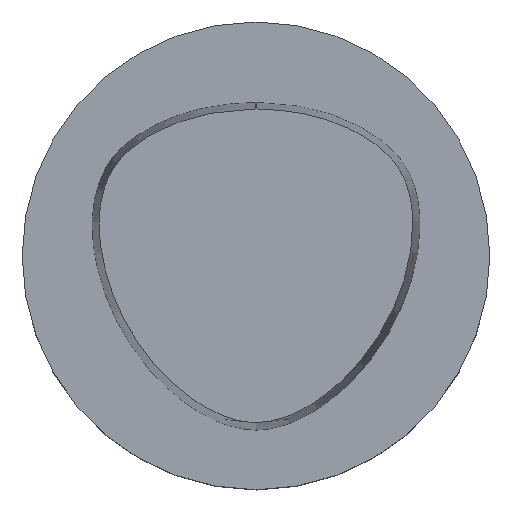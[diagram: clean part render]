
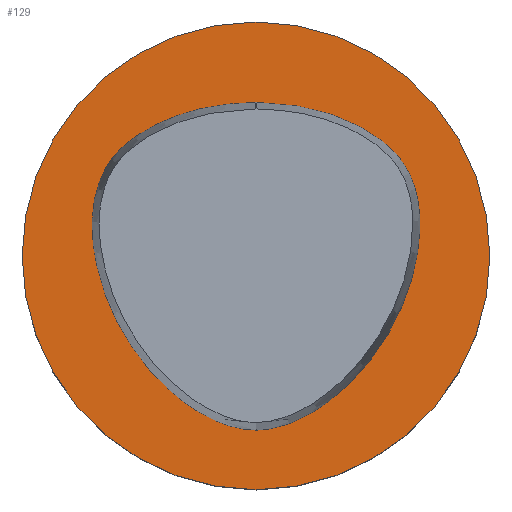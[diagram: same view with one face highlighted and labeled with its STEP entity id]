
A CAD part, top view. The second image highlights one B-rep face of the part: STEP entity #129.
In plain terms, the highlighted planar face has unit normal (0, 0, 1).
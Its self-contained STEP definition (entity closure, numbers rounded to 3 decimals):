
#91=EDGE_CURVE('Unnamed[1]',#218,#219,#220,.T.);
#101=EDGE_CURVE('Unnamed[1]',#219,#235,#236,.T.);
#129=ADVANCED_FACE('Unnamed[1]',(#275,#276),#277,.T.);
#131=EDGE_CURVE('Unnamed[1]',#235,#218,#279,.T.);
#169=EDGE_CURVE('Unnamed[1]',#332,#332,#333,.T.);
#218=VERTEX_POINT('',#381);
#219=VERTEX_POINT('',#382);
#220=B_SPLINE_CURVE_WITH_KNOTS('',3,(#383,#384,#385,#386,#387,#388,#389,#390,#391,#392,#393,#394,#395,#396,#397,#398,#399),.UNSPECIFIED.,.F.,.F.,(4,1,1,1,1,1,1,1,1,1,1,1,1,1,4),(-13.23,-12.817,-12.403,-11.99,-11.576,-11.163,-10.956,-10.75,-10.336,-9.923,-9.096,-8.269,-7.442,-7.029,-6.615),.UNSPECIFIED.);
#235=VERTEX_POINT('',#434);
#236=B_SPLINE_CURVE_WITH_KNOTS('',3,(#435,#436,#437,#438,#439,#440,#441,#442,#443,#444,#445,#446,#447,#448,#449,#450,#451,#452),.UNSPECIFIED.,.F.,.F.,(4,1,1,1,1,1,1,1,1,2,1,1,1,1,4),(-6.615,-6.202,-5.788,-5.375,-4.961,-4.134,-3.308,-2.894,-2.481,-2.067,-1.654,-1.24,-0.827,-0.413,0.0),.UNSPECIFIED.);
#275=FACE_BOUND('',#571,.T.);
#276=FACE_OUTER_BOUND('',#572,.T.);
#277=PLANE('',#573);
#279=CIRCLE('',#576,0.95);
#332=VERTEX_POINT('',#730);
#333=CIRCLE('',#731,31.5);
#381=CARTESIAN_POINT('',(0.045,20.677,0.));
#382=CARTESIAN_POINT('',(0.044,-23.469,0.));
#383=CARTESIAN_POINT('',(0.045,20.677,0.));
#384=CARTESIAN_POINT('',(1.424,20.61,0.));
#385=CARTESIAN_POINT('',(4.223,20.484,0.));
#386=CARTESIAN_POINT('',(8.472,19.689,0.));
#387=CARTESIAN_POINT('',(12.514,18.243,0.0));
#388=CARTESIAN_POINT('',(16.304,16.173,0.));
#389=CARTESIAN_POINT('',(19.145,13.704,0.));
#390=CARTESIAN_POINT('',(20.732,11.101,0.0));
#391=CARTESIAN_POINT('',(21.783,8.281,0.));
#392=CARTESIAN_POINT('',(22.226,4.609,0.0));
#393=CARTESIAN_POINT('',(21.744,-1.113,0.0));
#394=CARTESIAN_POINT('',(19.552,-7.954,0.0));
#395=CARTESIAN_POINT('',(14.957,-15.209,0.0));
#396=CARTESIAN_POINT('',(9.668,-20.083,0.));
#397=CARTESIAN_POINT('',(4.516,-22.795,0.));
#398=CARTESIAN_POINT('',(1.559,-23.461,0.));
#399=CARTESIAN_POINT('',(0.044,-23.469,0.));
#434=CARTESIAN_POINT('',(-0.045,20.677,0.));
#435=CARTESIAN_POINT('',(0.044,-23.469,0.));
#436=CARTESIAN_POINT('',(-1.471,-23.477,0.));
#437=CARTESIAN_POINT('',(-4.439,-22.821,0.));
#438=CARTESIAN_POINT('',(-8.35,-20.8,0.));
#439=CARTESIAN_POINT('',(-11.745,-18.156,0.));
#440=CARTESIAN_POINT('',(-15.699,-14.041,0.));
#441=CARTESIAN_POINT('',(-19.535,-8.006,0.));
#442=CARTESIAN_POINT('',(-21.721,-1.161,0.0));
#443=CARTESIAN_POINT('',(-22.249,4.55,0.0));
#444=CARTESIAN_POINT('',(-21.665,9.002,0.0));
#445=CARTESIAN_POINT('',(-20.395,11.778,0.0));
#446=CARTESIAN_POINT('',(-18.593,14.198,0.0));
#447=CARTESIAN_POINT('',(-16.323,16.178,0.0));
#448=CARTESIAN_POINT('',(-12.508,18.252,0.));
#449=CARTESIAN_POINT('',(-8.468,19.679,0.));
#450=CARTESIAN_POINT('',(-4.23,20.488,0.));
#451=CARTESIAN_POINT('',(-1.423,20.613,0.));
#452=CARTESIAN_POINT('',(-0.045,20.677,0.));
#571=EDGE_LOOP('',(#817,#818,#819));
#572=EDGE_LOOP('',(#820));
#573=AXIS2_PLACEMENT_3D('',#821,#822,#823);
#576=AXIS2_PLACEMENT_3D('',#824,#825,#826);
#730=CARTESIAN_POINT('',(0.,31.5,0.));
#731=AXIS2_PLACEMENT_3D('',#881,#882,#883);
#817=ORIENTED_EDGE('',*,*,#91,.T.);
#818=ORIENTED_EDGE('',*,*,#101,.T.);
#819=ORIENTED_EDGE('',*,*,#131,.T.);
#820=ORIENTED_EDGE('',*,*,#169,.F.);
#821=CARTESIAN_POINT('',(0.,15.75,0.));
#822=DIRECTION('',(0.,0.,1.0));
#823=DIRECTION('',(0.,-1.0,0.));
#824=CARTESIAN_POINT('',(-0.001,19.728,0.));
#825=DIRECTION('',(0.,0.,-1.0));
#826=DIRECTION('',(-0.046,0.999,0.));
#881=CARTESIAN_POINT('',(0.0,0.0,0.0));
#882=DIRECTION('',(0.,0.,-1.0));
#883=DIRECTION('',(0.,1.0,0.));
